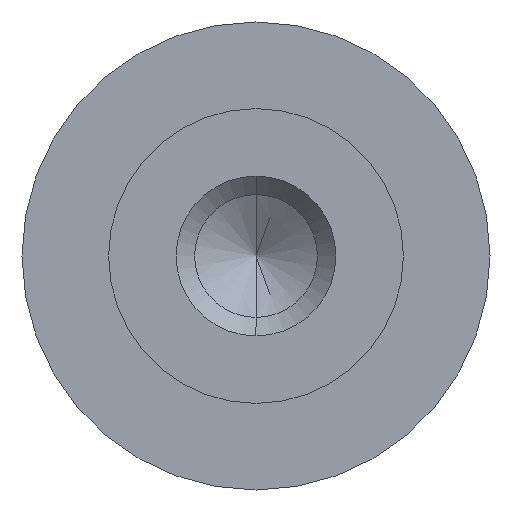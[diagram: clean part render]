
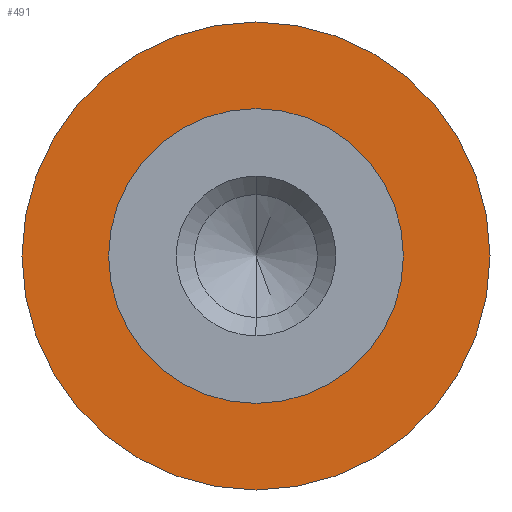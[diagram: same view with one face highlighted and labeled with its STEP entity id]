
A CAD part, left-side view. The second image highlights one B-rep face of the part: STEP entity #491.
In plain terms, the highlighted planar face has unit normal (-1, 0, 0).
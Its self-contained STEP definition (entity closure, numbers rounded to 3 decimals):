
#1 = CIRCLE ( 'NONE', #99, 9.525 ) ;
#22 = PLANE ( 'NONE',  #666 ) ;
#34 = FACE_OUTER_BOUND ( 'NONE', #286, .T. ) ;
#48 = VERTEX_POINT ( 'NONE', #728 ) ;
#99 = AXIS2_PLACEMENT_3D ( 'NONE', #709, #302, #125 ) ;
#121 = CARTESIAN_POINT ( 'NONE',  ( 0., -6., 0. ) ) ;
#125 = DIRECTION ( 'NONE',  ( 0., 1., 0. ) ) ;
#131 = EDGE_CURVE ( 'NONE', #751, #239, #179, .T. ) ;
#133 = VERTEX_POINT ( 'NONE', #551 ) ;
#141 = DIRECTION ( 'NONE',  ( 0., -1., 0. ) ) ;
#162 = EDGE_CURVE ( 'NONE', #48, #133, #432, .T. ) ;
#179 = CIRCLE ( 'NONE', #518, 6. ) ;
#189 = CARTESIAN_POINT ( 'NONE',  ( 0., 0., 0. ) ) ;
#191 = FACE_BOUND ( 'NONE', #296, .T. ) ;
#196 = CARTESIAN_POINT ( 'NONE',  ( 0., 0., 0. ) ) ;
#198 = DIRECTION ( 'NONE',  ( -1., 0., 0. ) ) ;
#199 = DIRECTION ( 'NONE',  ( 0., -1., 0. ) ) ;
#200 = ORIENTED_EDGE ( 'NONE', *, *, #162, .F. ) ;
#239 = VERTEX_POINT ( 'NONE', #639 ) ;
#242 = DIRECTION ( 'NONE',  ( 0., -1., 0. ) ) ;
#277 = DIRECTION ( 'NONE',  ( 0., 1., 0. ) ) ;
#286 = EDGE_LOOP ( 'NONE', ( #200, #390 ) ) ;
#296 = EDGE_LOOP ( 'NONE', ( #325, #423 ) ) ;
#302 = DIRECTION ( 'NONE',  ( 1., 0., 0. ) ) ;
#323 = DIRECTION ( 'NONE',  ( -1., 0., 0. ) ) ;
#325 = ORIENTED_EDGE ( 'NONE', *, *, #328, .F. ) ;
#328 = EDGE_CURVE ( 'NONE', #239, #751, #389, .T. ) ;
#353 = EDGE_CURVE ( 'NONE', #133, #48, #1, .T. ) ;
#389 = CIRCLE ( 'NONE', #627, 6. ) ;
#390 = ORIENTED_EDGE ( 'NONE', *, *, #353, .F. ) ;
#423 = ORIENTED_EDGE ( 'NONE', *, *, #131, .F. ) ;
#432 = CIRCLE ( 'NONE', #694, 9.525 ) ;
#443 = CARTESIAN_POINT ( 'NONE',  ( 0., 9.525, 0. ) ) ;
#491 = ADVANCED_FACE ( 'NONE', ( #34, #191 ), #22, .T. ) ;
#518 = AXIS2_PLACEMENT_3D ( 'NONE', #196, #323, #199 ) ;
#543 = DIRECTION ( 'NONE',  ( -1., 0., 0. ) ) ;
#551 = CARTESIAN_POINT ( 'NONE',  ( 0., -9.525, 0. ) ) ;
#627 = AXIS2_PLACEMENT_3D ( 'NONE', #189, #543, #242 ) ;
#639 = CARTESIAN_POINT ( 'NONE',  ( 0., 6., 0. ) ) ;
#666 = AXIS2_PLACEMENT_3D ( 'NONE', #443, #198, #141 ) ;
#692 = DIRECTION ( 'NONE',  ( 1., 0., 0. ) ) ;
#694 = AXIS2_PLACEMENT_3D ( 'NONE', #731, #692, #277 ) ;
#709 = CARTESIAN_POINT ( 'NONE',  ( 0., 0., 0. ) ) ;
#728 = CARTESIAN_POINT ( 'NONE',  ( 0., 9.525, 0. ) ) ;
#731 = CARTESIAN_POINT ( 'NONE',  ( 0., 0., 0. ) ) ;
#751 = VERTEX_POINT ( 'NONE', #121 ) ;
